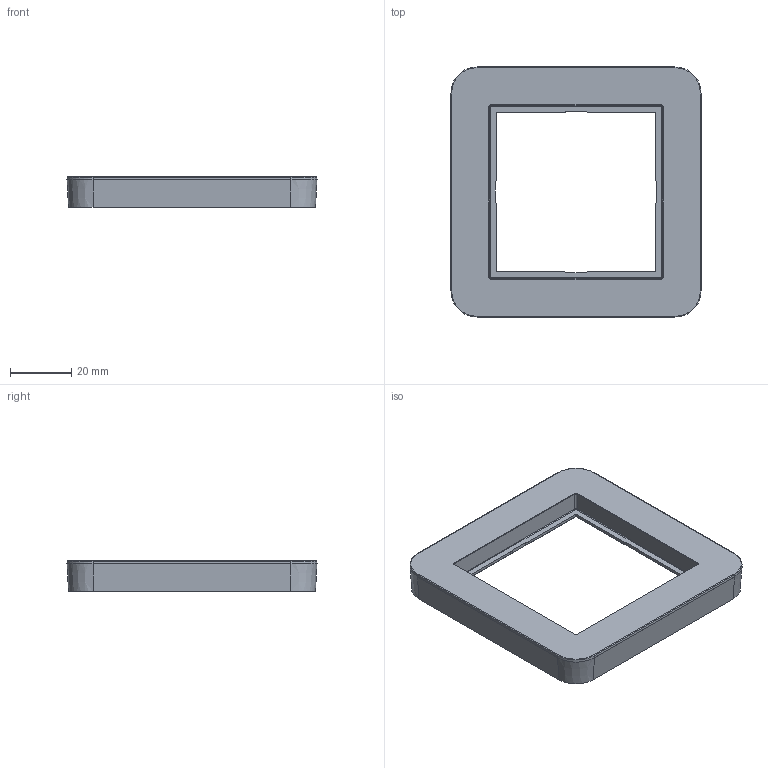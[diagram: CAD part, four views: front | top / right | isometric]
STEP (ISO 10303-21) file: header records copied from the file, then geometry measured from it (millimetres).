
FILE_DESCRIPTION((''),'2;1');
FILE_NAME('WAD7100_GEN_ASM','2025-04-09T08:20:03',('andolfs'),(''),'CREO PARAMETRIC BY PTC INC, 2023154','CREO PARAMETRIC BY PTC INC, 2023154','');
FILE_SCHEMA(('CONFIG_CONTROL_DESIGN','SHAPE_APPEARANCE_LAYERS_GROUPS'));
Products named in the file (3): W4G0074_18; W1A2314_GEN; WAD7100_GEN_ASM
Assembly tree (2 placements, depth 2):
  WAD7100_GEN_ASM
    W4G0074_18
    W1A2314_GEN
Bounding box: 81.5 x 81.5 x 10 mm (x, y, z)
Volume: 12676 mm3; surface area: 16613.1 mm2
Topology: 1 solids, 1 shells, 2595 faces, 6999 edges, 4538 vertices
Faces by surface type: plane 1189, extrusion 782, cylinder 332, bspline 216, sphere 32, torus 22, cone 18, revolution 4
Entity records: 120733 total; most frequent: CARTESIAN_POINT 38933, ORIENTED_EDGE 13994, DIRECTION 9465, PRESENTATION_STYLE_ASSIGNMENT 6998, STYLED_ITEM 6998, CURVE_STYLE 6997, EDGE_CURVE 6997, VECTOR 5117
